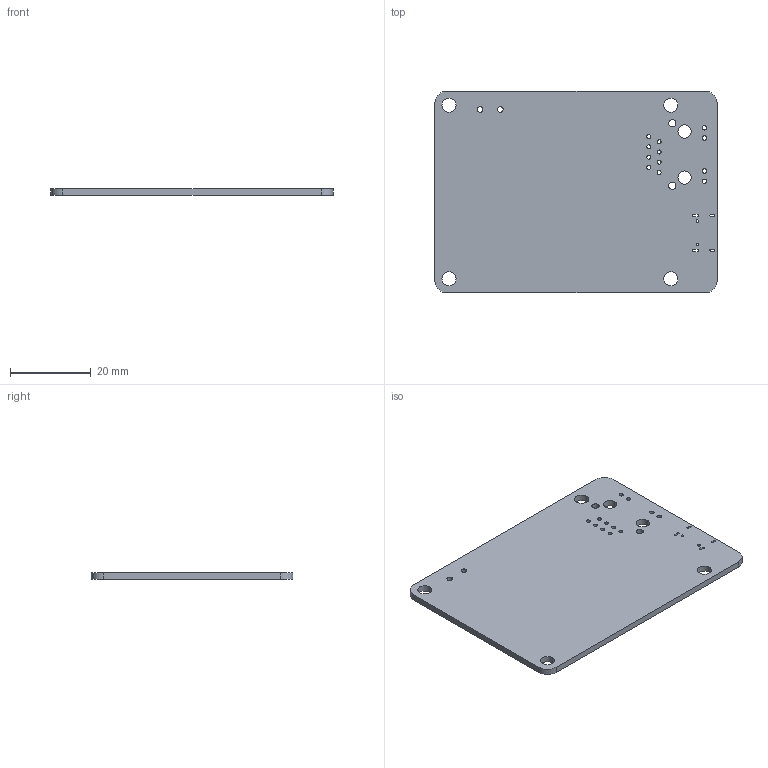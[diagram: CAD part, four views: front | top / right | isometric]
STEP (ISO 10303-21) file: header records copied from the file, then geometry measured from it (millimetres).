
FILE_DESCRIPTION(('Designed by EasyEDA Pro'),'2;1');
FILE_NAME('Open CASCADE Shape Model','2025-06-22T17:58:17',('Author'),( 'Open CASCADE'),'Open CASCADE STEP processor 7.8','Open CASCADE 7.8' ,'Unknown');
FILE_SCHEMA(('AUTOMOTIVE_DESIGN { 1 0 10303 214 1 1 1 1 }'));
Length unit declared in the file: millimetre
Products named in the file (6): EasyEDA PCB Model~RlPy; Board~RlPy; TopCopper~RlPy; BottomCopper~RlPy; TopFpcStiffener~RlPy; BottomFpcStiffener~RlPy
Assembly tree (5 placements, depth 2):
  EasyEDA PCB Model~RlPy
    Board~RlPy
    TopCopper~RlPy
    BottomCopper~RlPy
    TopFpcStiffener~RlPy
    BottomFpcStiffener~RlPy
Bounding box: 69.97 x 49.97 x 1.59 mm (x, y, z)
Volume: 5411.6 mm3; surface area: 7420.7 mm2
Topology: 1 solids, 1 shells, 74 faces, 216 edges, 144 vertices
Faces by surface type: cylinder 60, plane 14
Entity records: 3248 total; most frequent: DIRECTION 496, CARTESIAN_POINT 440, ORIENTED_EDGE 432, EDGE_CURVE 216, AXIS2_PLACEMENT_3D 200, VERTEX_POINT 144, FACE_BOUND 130, EDGE_LOOP 130
